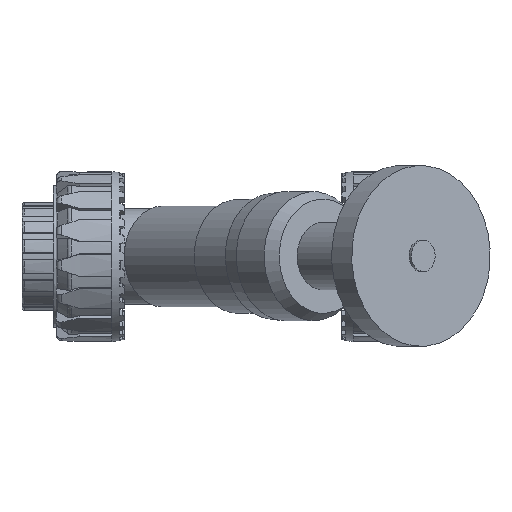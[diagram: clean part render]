
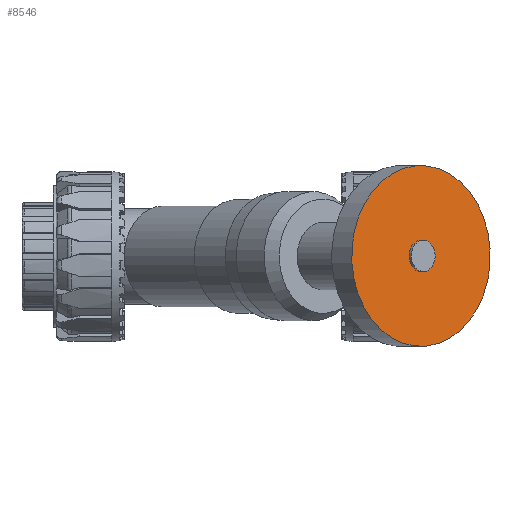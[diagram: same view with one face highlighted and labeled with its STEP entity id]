
A CAD part, top view. The second image highlights one B-rep face of the part: STEP entity #8546.
In plain terms, the highlighted face is planar.
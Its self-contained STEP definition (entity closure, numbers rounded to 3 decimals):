
#206=FACE_BOUND($,#1738,.T.);
#700=CIRCLE($,#9644,52.185);
#701=CIRCLE($,#9645,9.);
#1230=FACE_OUTER_BOUND($,#1737,.T.);
#1737=EDGE_LOOP($,(#7723));
#1738=EDGE_LOOP($,(#7724));
#3897=VERTEX_POINT($,#15669);
#3898=VERTEX_POINT($,#15671);
#5177=EDGE_CURVE($,#3897,#3897,#700,.T.);
#5178=EDGE_CURVE($,#3898,#3898,#701,.T.);
#7723=ORIENTED_EDGE($,*,*,#5177,.F.);
#7724=ORIENTED_EDGE($,*,*,#5178,.T.);
#8084=PLANE($,#9643);
#8546=ADVANCED_FACE($,(#1230,#206),#8084,.T.);
#9643=AXIS2_PLACEMENT_3D($,#15668,#12370,#12371);
#9644=AXIS2_PLACEMENT_3D($,#15670,#12372,#12373);
#9645=AXIS2_PLACEMENT_3D($,#15672,#12374,#12375);
#12370=DIRECTION('center_axis',(0.643,0.766,0.));
#12371=DIRECTION('ref_axis',(0.,0.,-1.));
#12372=DIRECTION('center_axis',(-0.643,-0.766,0.));
#12373=DIRECTION('ref_axis',(-0.766,0.643,0.));
#12374=DIRECTION('center_axis',(-0.643,-0.766,0.));
#12375=DIRECTION('ref_axis',(-0.766,0.643,0.));
#15668=CARTESIAN_POINT('Origin',(149.968,175.384,0.));
#15669=CARTESIAN_POINT('',(213.38,122.175,0.));
#15670=CARTESIAN_POINT('Origin',(173.404,155.719,0.));
#15671=CARTESIAN_POINT('',(180.298,149.934,0.));
#15672=CARTESIAN_POINT('Origin',(173.404,155.719,0.));
